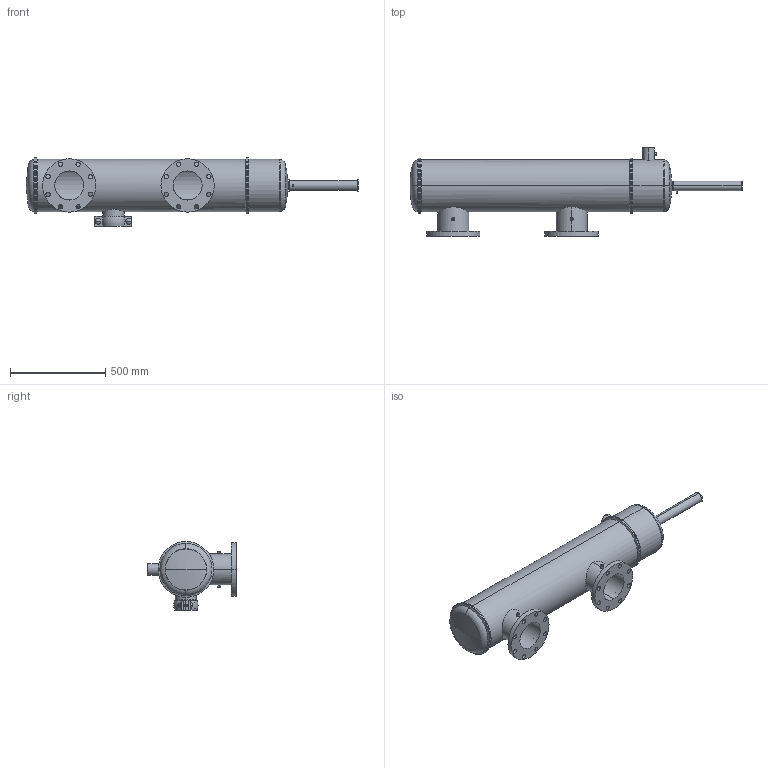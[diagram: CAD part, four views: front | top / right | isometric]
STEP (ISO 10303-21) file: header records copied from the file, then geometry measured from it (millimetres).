
FILE_DESCRIPTION (( 'STEP AP203' ), '1' );
FILE_NAME ('C6-180C.STEP', '2020-07-26T14:18:51', ( '' ), ( '' ), 'SwSTEP 2.0', 'SolidWorks 2017', '' );
FILE_SCHEMA (( 'CONFIG_CONTROL_DESIGN' ));
Length unit declared in the file: inch
Products named in the file (1): C6-180C
Bounding box: 1739.14 x 463.55 x 360.7 mm (x, y, z)
Volume: 10018557.2 mm3; surface area: 3183507.6 mm2
Topology: 13 solids, 13 shells, 438 faces, 1139 edges, 740 vertices
Faces by surface type: cylinder 280, plane 92, cone 34, torus 18, sphere 8, bspline 6
Entity records: 30400 total; most frequent: CARTESIAN_POINT 20294, ORIENTED_EDGE 2278, DIRECTION 1913, EDGE_CURVE 1139, AXIS2_PLACEMENT_3D 747, VERTEX_POINT 740, EDGE_LOOP 523, ADVANCED_FACE 438
